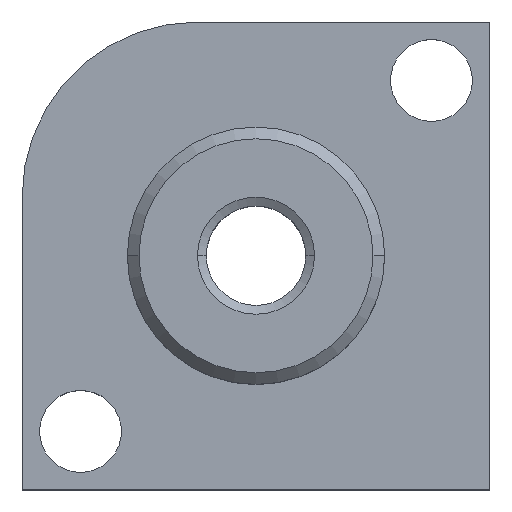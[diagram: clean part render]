
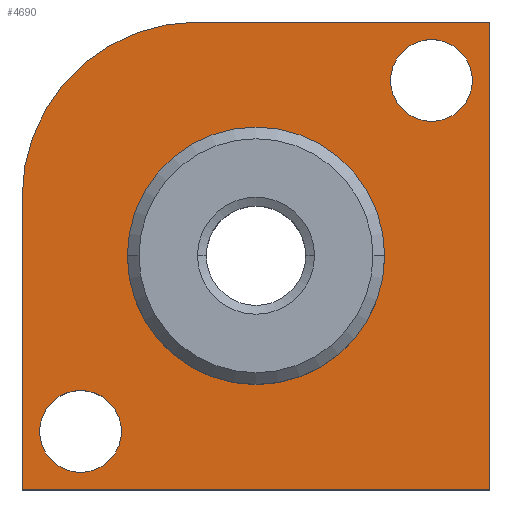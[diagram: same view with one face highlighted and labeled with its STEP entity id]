
A CAD part, top view. The second image highlights one B-rep face of the part: STEP entity #4690.
In plain terms, the highlighted planar face has unit normal (0, 0, 1).
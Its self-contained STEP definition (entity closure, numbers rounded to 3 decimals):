
#100=CARTESIAN_POINT('',(-20.,5.,4.));
#110=VERTEX_POINT('',#100);
#290=CARTESIAN_POINT('',(-5.,20.,4.));
#300=VERTEX_POINT('',#290);
#330=CARTESIAN_POINT('',(-5.,5.,4.));
#340=DIRECTION('',(0.,0.,1.));
#350=DIRECTION('',(1.,0.,0.));
#360=AXIS2_PLACEMENT_3D('',#330,#340,#350);
#370=CIRCLE('',#360,15.);
#380=EDGE_CURVE('',#300,#110,#370,.T.);
#570=CARTESIAN_POINT('',(-20.,0.,4.));
#580=DIRECTION('',(0.,-1.,0.));
#590=VECTOR('',#580,1.);
#600=LINE('',#570,#590);
#610=CARTESIAN_POINT('',(-20.,-20.,4.));
#620=VERTEX_POINT('',#610);
#630=EDGE_CURVE('',#110,#620,#600,.T.);
#1600=CARTESIAN_POINT('',(0.,20.,4.));
#1610=DIRECTION('',(-1.,0.,0.));
#1620=VECTOR('',#1610,1.);
#1630=LINE('',#1600,#1620);
#1640=CARTESIAN_POINT('',(20.,20.,4.));
#1650=VERTEX_POINT('',#1640);
#1660=EDGE_CURVE('',#1650,#300,#1630,.T.);
#1880=CARTESIAN_POINT('',(11.5,15.,4.));
#1890=VERTEX_POINT('',#1880);
#1920=CARTESIAN_POINT('',(15.,15.,4.));
#1930=DIRECTION('',(0.,0.,-1.));
#1940=DIRECTION('',(1.,0.,0.));
#1950=AXIS2_PLACEMENT_3D('',#1920,#1930,#1940);
#1960=CIRCLE('',#1950,3.5);
#1970=CARTESIAN_POINT('',(18.5,15.,4.));
#1980=VERTEX_POINT('',#1970);
#1990=EDGE_CURVE('',#1890,#1980,#1960,.T.);
#2200=CARTESIAN_POINT('',(-11.5,-15.,4.));
#2210=VERTEX_POINT('',#2200);
#2240=CARTESIAN_POINT('',(-15.,-15.,4.));
#2250=DIRECTION('',(0.,0.,-1.));
#2260=DIRECTION('',(1.,0.,0.));
#2270=AXIS2_PLACEMENT_3D('',#2240,#2250,#2260);
#2280=CIRCLE('',#2270,3.5);
#2290=CARTESIAN_POINT('',(-18.5,-15.,4.));
#2300=VERTEX_POINT('',#2290);
#2310=EDGE_CURVE('',#2210,#2300,#2280,.T.);
#3270=CARTESIAN_POINT('',(20.,0.,4.));
#3280=DIRECTION('',(0.,1.,0.));
#3290=VECTOR('',#3280,1.);
#3300=LINE('',#3270,#3290);
#3310=CARTESIAN_POINT('',(20.,-20.,4.));
#3320=VERTEX_POINT('',#3310);
#3330=EDGE_CURVE('',#3320,#1650,#3300,.T.);
#3570=CARTESIAN_POINT('',(11.,0.,4.));
#3580=VERTEX_POINT('',#3570);
#3740=CARTESIAN_POINT('',(-11.,0.,4.));
#3750=VERTEX_POINT('',#3740);
#3780=CARTESIAN_POINT('',(0.,0.,4.))
;
#3790=DIRECTION('',(0.,0.,-1.));
#3800=DIRECTION('',(-1.,0.,0.));
#3810=AXIS2_PLACEMENT_3D('',#3780,#3790,#3800);
#3820=CIRCLE('',#3810,11.);
#3830=EDGE_CURVE('',#3750,#3580,#3820,.T.);
#4370=CARTESIAN_POINT('',(-22.5,-20.5,4.));
#4380=DIRECTION('',(0.,0.,1.));
#4390=DIRECTION('',(1.,0.,0.));
#4400=AXIS2_PLACEMENT_3D('',#4370,#4380,#4390);
#4410=PLANE('',#4400);
#4420=ORIENTED_EDGE('',*,*,#1990,.T.);
#4430=EDGE_CURVE('',#1980,#1890,#1960,.T.);
#4440=ORIENTED_EDGE('',*,*,#4430,.T.);
#4450=EDGE_LOOP('',(#4440,#4420));
#4460=FACE_BOUND('',#4450,.T.);
#4470=ORIENTED_EDGE('',*,*,#2310,.T.);
#4480=EDGE_CURVE('',#2300,#2210,#2280,.T.);
#4490=ORIENTED_EDGE('',*,*,#4480,.T.);
#4500=EDGE_LOOP('',(#4490,#4470));
#4510=FACE_BOUND('',#4500,.T.);
#4520=EDGE_CURVE('',#3580,#3750,#3820,.T.);
#4530=ORIENTED_EDGE('',*,*,#4520,.T.);
#4540=ORIENTED_EDGE('',*,*,#3830,.T.);
#4550=EDGE_LOOP('',(#4540,#4530));
#4560=FACE_BOUND('',#4550,.T.);
#4570=CARTESIAN_POINT('',(0.,-20.,4.));
#4580=DIRECTION('',(1.,0.,0.));
#4590=VECTOR('',#4580,1.);
#4600=LINE('',#4570,#4590);
#4610=EDGE_CURVE('',#620,#3320,#4600,.T.);
#4620=ORIENTED_EDGE('',*,*,#4610,.T.);
#4630=ORIENTED_EDGE('',*,*,#630,.T.);
#4640=ORIENTED_EDGE('',*,*,#380,.T.);
#4650=ORIENTED_EDGE('',*,*,#1660,.T.);
#4660=ORIENTED_EDGE('',*,*,#3330,.T.);
#4670=EDGE_LOOP('',(#4660,#4650,#4640,#4630,#4620));
#4680=FACE_OUTER_BOUND('',#4670,.T.);
#4690=ADVANCED_FACE('',(#4460,#4510,#4560,#4680),#4410,.T.);
